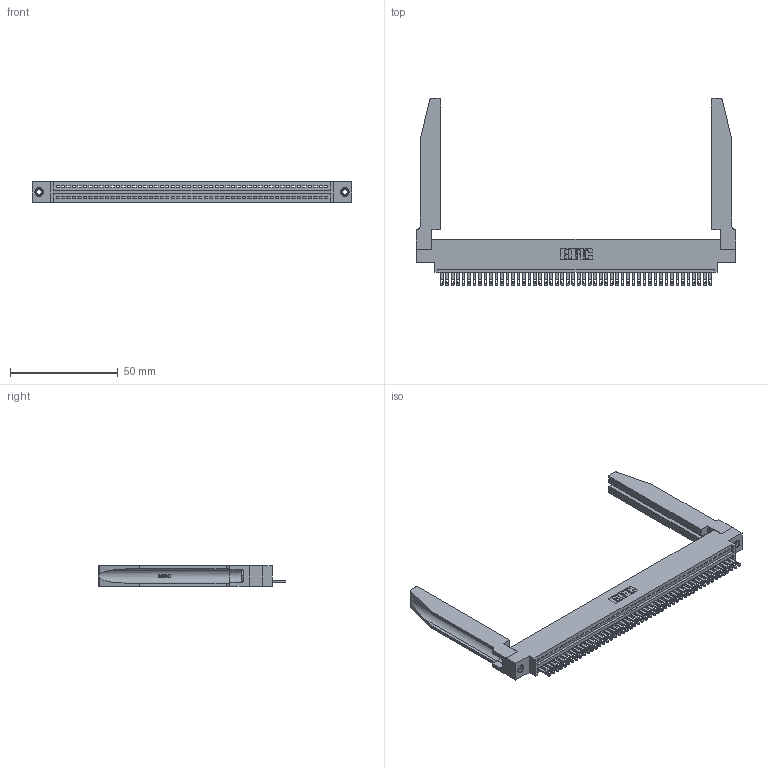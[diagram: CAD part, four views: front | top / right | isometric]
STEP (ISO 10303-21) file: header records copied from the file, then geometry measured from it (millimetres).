
FILE_DESCRIPTION (( 'STEP AP203' ), '1' );
FILE_NAME ('345-050-500-678.STEP', '2019-10-09T10:30:01', ( '' ), ( '' ), 'SwSTEP 2.0', 'SolidWorks 2016', '' );
FILE_SCHEMA (( 'CONFIG_CONTROL_DESIGN' ));
Length unit declared in the file: inch
Products named in the file (5): 345-220-078_345-220-078; 345 Part_0.170 Offset - 0.156 Dia-TH; 345-250-001_345-250-001-102; 345-292-001_345-293-100; 345-050-500-678
Assembly tree (55 placements, depth 2):
  345-050-500-678
    345 Part_0.170 Offset - 0.156 Dia-TH
    345-292-001_345-293-100  x50
    345-250-001_345-250-001-102  x2
    345-220-078_345-220-078  x2
Bounding box: 148.23 x 86.79 x 9.4 mm (x, y, z)
Volume: 21833 mm3; surface area: 25881 mm2
Topology: 55 solids, 55 shells, 3064 faces, 9361 edges, 6230 vertices
Faces by surface type: plane 1926, cylinder 1086, bspline 36, cone 12, torus 4
Entity records: 41356 total; most frequent: CARTESIAN_POINT 8061, ORIENTED_EDGE 6942, DIRECTION 6037, EDGE_CURVE 3471, LINE 3041, VECTOR 3041, VERTEX_POINT 2308, AXIS2_PLACEMENT_3D 1498
